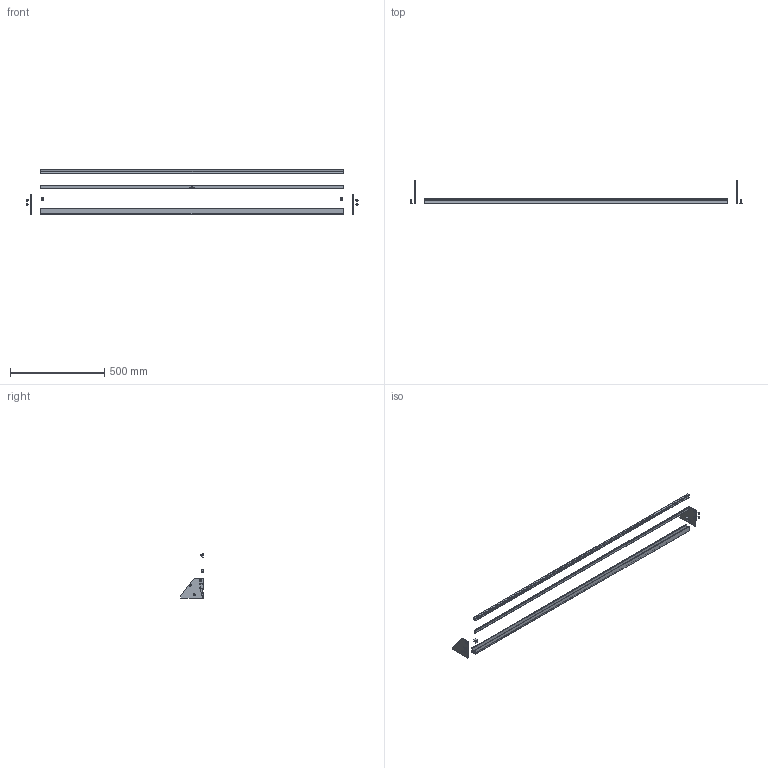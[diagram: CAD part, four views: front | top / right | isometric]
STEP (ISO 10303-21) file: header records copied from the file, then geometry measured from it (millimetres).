
FILE_DESCRIPTION (( 'STEP AP203' ), '1' );
FILE_NAME ('VDE-GU-1600-17.step', '2023-09-20T14:49:40', ( '' ), ( '' ), 'SwSTEP 2.0', 'SolidWorks 2018', '' );
FILE_SCHEMA (( 'CONFIG_CONTROL_DESIGN' ));
Length unit declared in the file: millimetre
Products named in the file (8): 58351-240-19_58351-240-19; VDE-EK-RE-ALU_VDE-EK-RE-ALU; VDE-GU-XX00-17 Teil3_VDE-GU-1600-17 Teil3; VDE-EK-LI-ALU_VDE-EK-LI-ALU; VDE-GU-XX00-17 Teil1_VDE-GU-XX00-17 Teil1; VDE-GU-XX00-17 Teil2_VDE-GU-1600-17 Teil2; VDE-GU-XX00-17 Teil4_VDE-GU-1600-17 Teil4; VDE-GU-1600-17
Assembly tree (11 placements, depth 2):
  VDE-GU-1600-17
    VDE-GU-XX00-17 Teil1_VDE-GU-XX00-17 Teil1  x2
    VDE-GU-XX00-17 Teil2_VDE-GU-1600-17 Teil2
    VDE-GU-XX00-17 Teil3_VDE-GU-1600-17 Teil3
    VDE-GU-XX00-17 Teil4_VDE-GU-1600-17 Teil4
    VDE-EK-LI-ALU_VDE-EK-LI-ALU
    VDE-EK-RE-ALU_VDE-EK-RE-ALU
    58351-240-19_58351-240-19  x4
Bounding box: 1761.8 x 120.4 x 235.16 mm (x, y, z)
Volume: 1013984.7 mm3; surface area: 500876.8 mm2
Topology: 11 solids, 11 shells, 3629 faces, 9811 edges, 6564 vertices
Faces by surface type: plane 2222, bspline 1332, cylinder 59, cone 12, torus 4
Full cylindrical faces by diameter (mm): 3.8 x4, 4 x1, 6.15 x4, 10.8 x4
Entity records: 112102 total; most frequent: CARTESIAN_POINT 58896, ORIENTED_EDGE 12370, DIRECTION 7638, EDGE_CURVE 6185, VECTOR 4420, LINE 4420, VERTEX_POINT 4159, EDGE_LOOP 2552
